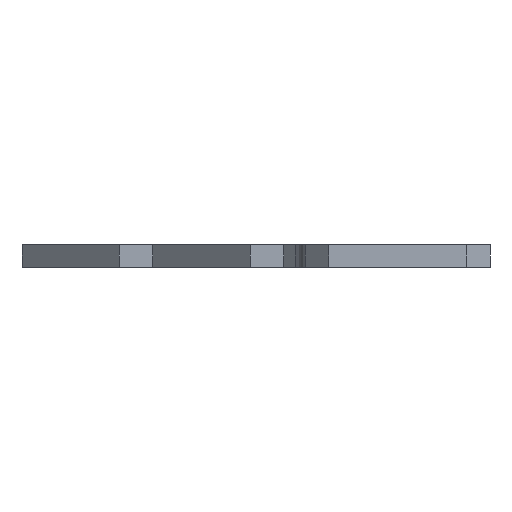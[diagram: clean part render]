
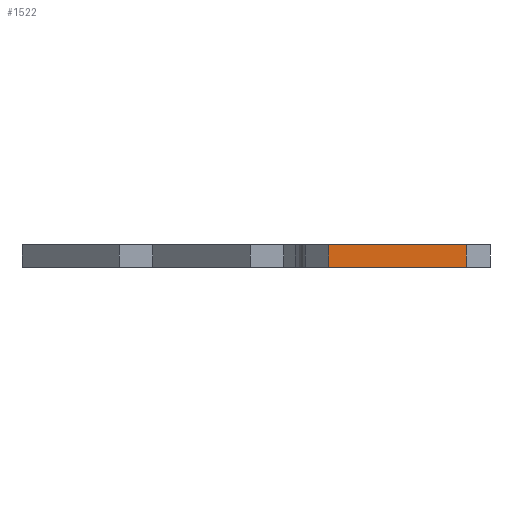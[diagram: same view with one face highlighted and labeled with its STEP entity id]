
A CAD part, left-side view. The second image highlights one B-rep face of the part: STEP entity #1522.
In plain terms, the highlighted planar face has unit normal (-1, 0, 0).
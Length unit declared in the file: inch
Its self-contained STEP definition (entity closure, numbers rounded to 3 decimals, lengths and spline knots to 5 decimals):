
#13 = ORIENTED_EDGE ( 'NONE', *, *, #972, .T. ) ;
#66 = DIRECTION ( 'NONE',  ( 0., -1., 0. ) ) ;
#80 = EDGE_CURVE ( 'NONE', #1891, #1088, #966, .T. ) ;
#181 = PLANE ( 'NONE',  #727 ) ;
#257 = CARTESIAN_POINT ( 'NONE',  ( -1.25, 0.25, 0. ) ) ;
#319 = EDGE_CURVE ( 'NONE', #1917, #2154, #1609, .T. ) ;
#376 = FACE_OUTER_BOUND ( 'NONE', #628, .T. ) ;
#384 = CARTESIAN_POINT ( 'NONE',  ( -1.25, 0.186, 0. ) ) ;
#509 = CARTESIAN_POINT ( 'NONE',  ( -1.25, -0.186, 0.062 ) ) ;
#537 = CARTESIAN_POINT ( 'NONE',  ( -1.25, -0.186, 0. ) ) ;
#604 = DIRECTION ( 'NONE',  ( 0., -1., 0. ) ) ;
#628 = EDGE_LOOP ( 'NONE', ( #1233, #1728, #13, #631 ) ) ;
#631 = ORIENTED_EDGE ( 'NONE', *, *, #80, .T. ) ;
#639 = CARTESIAN_POINT ( 'NONE',  ( -1.25, 0.186, 0. ) ) ;
#727 = AXIS2_PLACEMENT_3D ( 'NONE', #1099, #1680, #752 ) ;
#752 = DIRECTION ( 'NONE',  ( 0., 0., 1. ) ) ;
#770 = VECTOR ( 'NONE', #604, 39.37008 ) ;
#966 = LINE ( 'NONE', #1938, #999 ) ;
#972 = EDGE_CURVE ( 'NONE', #2154, #1891, #1645, .T. ) ;
#999 = VECTOR ( 'NONE', #1367, 39.37008 ) ;
#1088 = VERTEX_POINT ( 'NONE', #509 ) ;
#1099 = CARTESIAN_POINT ( 'NONE',  ( -1.25, 0.25, 0. ) ) ;
#1233 = ORIENTED_EDGE ( 'NONE', *, *, #2385, .F. ) ;
#1356 = CARTESIAN_POINT ( 'NONE',  ( -1.25, 0.25, 0.062 ) ) ;
#1367 = DIRECTION ( 'NONE',  ( 0., 0., 1. ) ) ;
#1424 = DIRECTION ( 'NONE',  ( 0., 0., -1. ) ) ;
#1522 = ADVANCED_FACE ( 'NONE', ( #376 ), #181, .T. ) ;
#1609 = LINE ( 'NONE', #639, #2269 ) ;
#1645 = LINE ( 'NONE', #257, #1828 ) ;
#1680 = DIRECTION ( 'NONE',  ( -1., 0., 0. ) ) ;
#1687 = CARTESIAN_POINT ( 'NONE',  ( -1.25, 0.186, 0.062 ) ) ;
#1728 = ORIENTED_EDGE ( 'NONE', *, *, #319, .T. ) ;
#1828 = VECTOR ( 'NONE', #66, 39.37008 ) ;
#1891 = VERTEX_POINT ( 'NONE', #537 ) ;
#1917 = VERTEX_POINT ( 'NONE', #1687 ) ;
#1938 = CARTESIAN_POINT ( 'NONE',  ( -1.25, -0.186, 0. ) ) ;
#2154 = VERTEX_POINT ( 'NONE', #384 ) ;
#2269 = VECTOR ( 'NONE', #1424, 39.37008 ) ;
#2385 = EDGE_CURVE ( 'NONE', #1917, #1088, #2505, .T. ) ;
#2505 = LINE ( 'NONE', #1356, #770 ) ;
